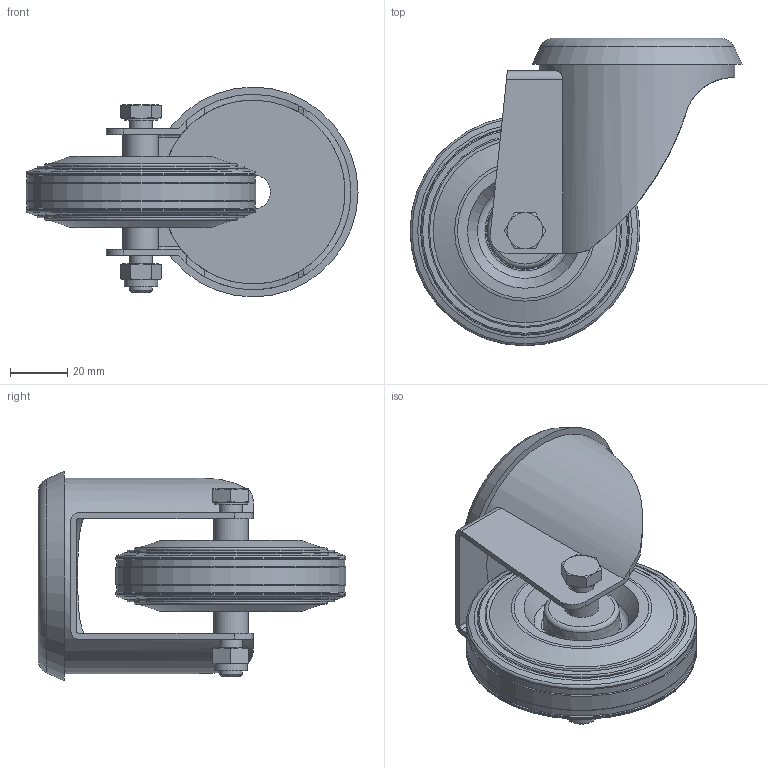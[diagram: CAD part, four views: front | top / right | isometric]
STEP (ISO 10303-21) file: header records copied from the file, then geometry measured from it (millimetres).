
FILE_DESCRIPTION(/* description */ ('RUOTA D.80 GIREV. S/P S/F C/BULBO'),/* implementation_level */ '2;1');
FILE_NAME(/* name */ 'CRUST0000192.stp',/* time_stamp */ '2025-02-11T09:25:19+01:00',/* author */ ('tecnico5'),/* organization */ ('CADENAS'),/* preprocessor_version */ 'ST-DEVELOPER v20',/* originating_system */ 'Autodesk Inventor 2022',/* authorisation */ ' ');
FILE_SCHEMA (('AUTOMOTIVE_DESIGN { 1 0 10303 214 3 1 1 }'));
Length unit declared in the file: millimetre
Products named in the file (4): CRUST0000192; 440000025812; 440000025813; 440000025811
Assembly tree (3 placements, depth 2):
  CRUST0000192
    440000025812
    440000025813
    440000025811
Bounding box: 115.5 x 107 x 73 mm (x, y, z)
Volume: 147006.4 mm3; surface area: 48736.6 mm2
Topology: 3 solids, 3 shells, 138 faces, 292 edges, 181 vertices
Faces by surface type: plane 50, cone 38, cylinder 29, torus 21
Full cylindrical faces by diameter (mm): 8 x3, 9 x2, 11.63 x2, 12 x3, 34.03 x1, 64 x1, 68 x1, 79.4 x2, 80 x3
Entity records: 4063 total; most frequent: CARTESIAN_POINT 898, DIRECTION 668, ORIENTED_EDGE 584, AXIS2_PLACEMENT_3D 295, EDGE_CURVE 292, VERTEX_POINT 181, EDGE_LOOP 167, CIRCLE 142
